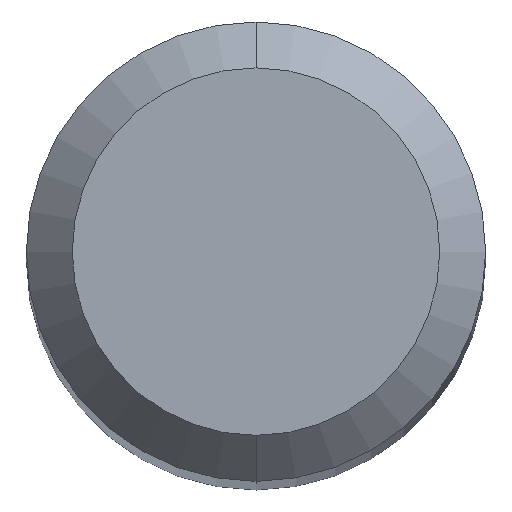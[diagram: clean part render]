
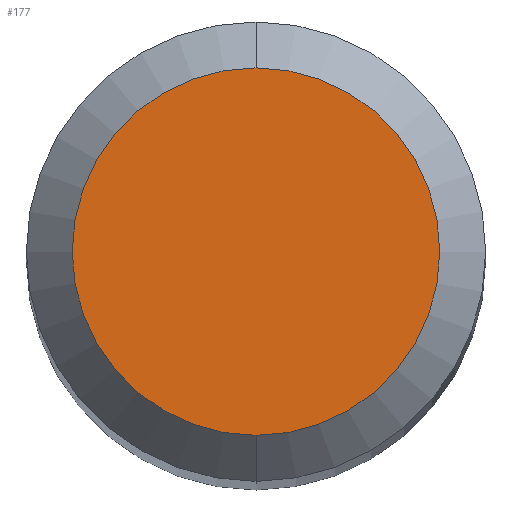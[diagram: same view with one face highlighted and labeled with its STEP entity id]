
A CAD part, top view. The second image highlights one B-rep face of the part: STEP entity #177.
In plain terms, the highlighted planar face has unit normal (0, 0, 1).
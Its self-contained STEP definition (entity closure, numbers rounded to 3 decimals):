
#177=ADVANCED_FACE('',(#484),#485,.T.);
#229=VERTEX_POINT('',#542);
#295=VERTEX_POINT('',#616);
#353=EDGE_CURVE('',#295,#229,#679,.T.);
#377=EDGE_CURVE('',#229,#295,#707,.T.);
#484=FACE_OUTER_BOUND('',#813,.T.);
#485=PLANE('',#814);
#542=CARTESIAN_POINT('',(0.,-1.2,0.0));
#616=CARTESIAN_POINT('',(0.0,1.2,0.0));
#679=CIRCLE('',#1164,1.2);
#707=CIRCLE('',#1240,1.2);
#813=EDGE_LOOP('',(#1446,#1447));
#814=AXIS2_PLACEMENT_3D('',#1448,#1449,#1450);
#1164=AXIS2_PLACEMENT_3D('',#1658,#1659,#1660);
#1240=AXIS2_PLACEMENT_3D('',#1704,#1705,#1706);
#1446=ORIENTED_EDGE('',*,*,#353,.F.);
#1447=ORIENTED_EDGE('',*,*,#377,.F.);
#1448=CARTESIAN_POINT('',(0.0,0.6,0.0));
#1449=DIRECTION('',(-0.0,0.0,1.0));
#1450=DIRECTION('',(0.0,-1.0,0.0));
#1658=CARTESIAN_POINT('',(0.0,0.0,0.0));
#1659=DIRECTION('',(0.0,0.0,-1.0));
#1660=DIRECTION('',(0.0,1.0,0.0));
#1704=CARTESIAN_POINT('',(0.0,0.0,0.0));
#1705=DIRECTION('',(0.0,0.0,-1.0));
#1706=DIRECTION('',(0.0,1.0,0.0));
